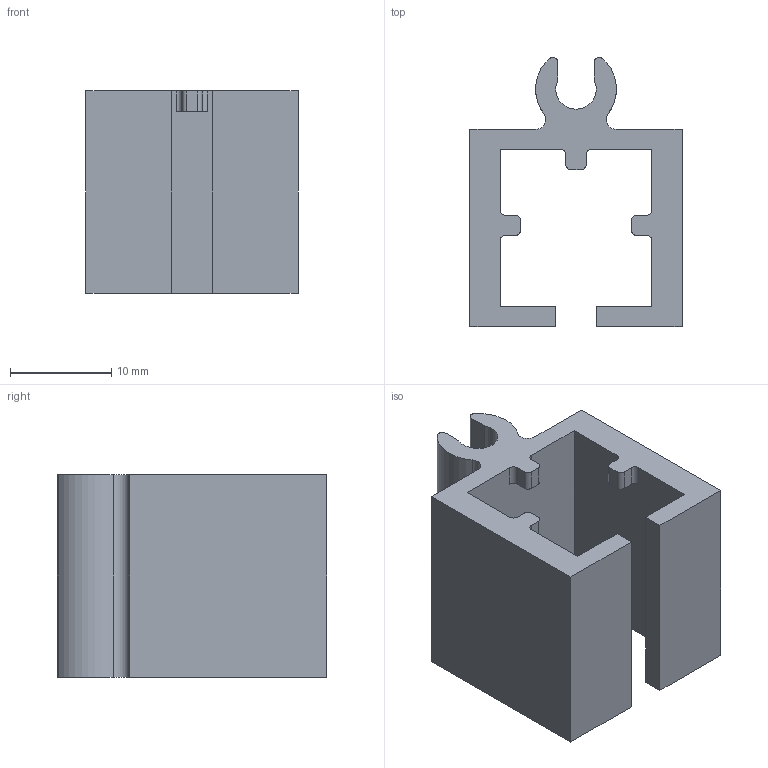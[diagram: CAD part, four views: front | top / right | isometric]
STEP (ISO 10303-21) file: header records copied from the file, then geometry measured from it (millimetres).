
FILE_DESCRIPTION(/* description */ (''),/* implementation_level */ '2;1');
FILE_NAME(/* name */ '卡爪.stp',/* time_stamp */ '2024-11-01T11:54:23+08:00',/* author */ (''),/* organization */ (''),/* preprocessor_version */ 'ST-DEVELOPER v18.102',/* originating_system */ 'SIEMENS PLM Software NX2206.1700',/* authorisation */ '');
FILE_SCHEMA (('AUTOMOTIVE_DESIGN { 1 0 10303 214 3 1 1 1 }'));
Length unit declared in the file: millimetre
Products named in the file (1): 卡爪
Bounding box: 21 x 26.64 x 20 mm (x, y, z)
Volume: 4051.3 mm3; surface area: 3651.9 mm2
Topology: 1 solids, 1 shells, 48 faces, 138 edges, 92 vertices
Faces by surface type: plane 29, cylinder 19
Entity records: 1604 total; most frequent: CARTESIAN_POINT 279, ORIENTED_EDGE 276, DIRECTION 274, EDGE_CURVE 138, LINE 100, VECTOR 100, VERTEX_POINT 92, AXIS2_PLACEMENT_3D 87
